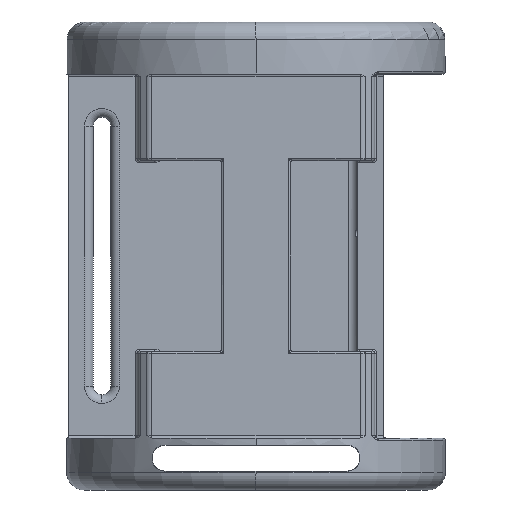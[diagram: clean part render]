
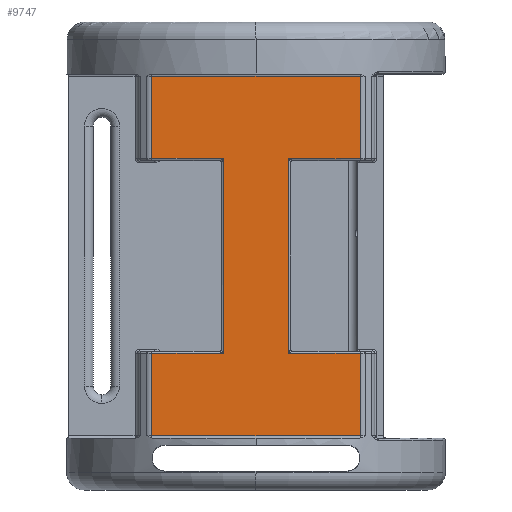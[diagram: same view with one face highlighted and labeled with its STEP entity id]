
A CAD part, left-side view. The second image highlights one B-rep face of the part: STEP entity #9747.
In plain terms, the highlighted planar face has unit normal (-1, 0, 0).
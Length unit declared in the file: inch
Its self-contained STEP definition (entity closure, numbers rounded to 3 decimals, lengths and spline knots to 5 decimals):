
#36 = EDGE_CURVE ( 'NONE', #10014, #8302, #2438, .T. ) ;
#90 = VECTOR ( 'NONE', #8750, 39.37008 ) ;
#105 = DIRECTION ( 'NONE',  ( 0., -1., 0. ) ) ;
#171 = LINE ( 'NONE', #4798, #7935 ) ;
#296 = EDGE_CURVE ( 'NONE', #751, #6453, #5364, .T. ) ;
#392 = ORIENTED_EDGE ( 'NONE', *, *, #2303, .T. ) ;
#489 = LINE ( 'NONE', #3620, #791 ) ;
#586 = CARTESIAN_POINT ( 'NONE',  ( -1.12604, -0.75192, 0.70312 ) ) ;
#751 = VERTEX_POINT ( 'NONE', #9042 ) ;
#754 = LINE ( 'NONE', #6929, #2891 ) ;
#791 = VECTOR ( 'NONE', #4248, 39.37008 ) ;
#926 = VECTOR ( 'NONE', #8185, 39.37008 ) ;
#1060 = VECTOR ( 'NONE', #3570, 39.37008 ) ;
#1145 = EDGE_CURVE ( 'NONE', #4256, #9322, #754, .T. ) ;
#1163 = LINE ( 'NONE', #3682, #1766 ) ;
#1206 = ORIENTED_EDGE ( 'NONE', *, *, #296, .T. ) ;
#1208 = CARTESIAN_POINT ( 'NONE',  ( -1.12604, 0.75192, 0.6875 ) ) ;
#1286 = EDGE_CURVE ( 'NONE', #9091, #9449, #3425, .T. ) ;
#1288 = VERTEX_POINT ( 'NONE', #4303 ) ;
#1450 = CARTESIAN_POINT ( 'NONE',  ( -1.12604, -0.75192, -0.6875 ) ) ;
#1526 = LINE ( 'NONE', #7881, #5779 ) ;
#1658 = EDGE_CURVE ( 'NONE', #6414, #10014, #3565, .T. ) ;
#1710 = CARTESIAN_POINT ( 'NONE',  ( -1.12604, -0.75192, -0.70312 ) ) ;
#1766 = VECTOR ( 'NONE', #8289, 39.37008 ) ;
#1833 = EDGE_CURVE ( 'NONE', #9449, #1288, #7107, .T. ) ;
#1950 = ORIENTED_EDGE ( 'NONE', *, *, #36, .T. ) ;
#2289 = EDGE_CURVE ( 'NONE', #9322, #751, #3631, .T. ) ;
#2303 = EDGE_CURVE ( 'NONE', #9064, #4256, #1163, .T. ) ;
#2438 = LINE ( 'NONE', #5583, #90 ) ;
#2532 = DIRECTION ( 'NONE',  ( 0., 0., -1. ) ) ;
#2634 = CARTESIAN_POINT ( 'NONE',  ( -1.12604, -0.23438, 0.70312 ) ) ;
#2891 = VECTOR ( 'NONE', #8656, 39.37008 ) ;
#2969 = EDGE_LOOP ( 'NONE', ( #7413, #4708, #1206, #5207, #5403, #8539, #1950, #6063, #5304, #3368, #4069, #392 ) ) ;
#3050 = PLANE ( 'NONE',  #8139 ) ;
#3368 = ORIENTED_EDGE ( 'NONE', *, *, #1833, .T. ) ;
#3425 = LINE ( 'NONE', #1208, #926 ) ;
#3565 = LINE ( 'NONE', #9925, #4550 ) ;
#3570 = DIRECTION ( 'NONE',  ( 0., 1., 0. ) ) ;
#3620 = CARTESIAN_POINT ( 'NONE',  ( -1.12604, -0.23438, -1.6875 ) ) ;
#3631 = LINE ( 'NONE', #9791, #5884 ) ;
#3682 = CARTESIAN_POINT ( 'NONE',  ( -1.12604, 0.75192, -0.70312 ) ) ;
#3751 = EDGE_CURVE ( 'NONE', #5056, #6414, #489, .T. ) ;
#3883 = DIRECTION ( 'NONE',  ( -1., 0., 0. ) ) ;
#4069 = ORIENTED_EDGE ( 'NONE', *, *, #7538, .T. ) ;
#4248 = DIRECTION ( 'NONE',  ( 0., 0., 1. ) ) ;
#4256 = VERTEX_POINT ( 'NONE', #6176 ) ;
#4303 = CARTESIAN_POINT ( 'NONE',  ( -1.12604, 0.23438, 0.70312 ) ) ;
#4406 = DIRECTION ( 'NONE',  ( 0., -1., 0. ) ) ;
#4550 = VECTOR ( 'NONE', #8224, 39.37008 ) ;
#4708 = ORIENTED_EDGE ( 'NONE', *, *, #2289, .T. ) ;
#4798 = CARTESIAN_POINT ( 'NONE',  ( -1.12604, 0.23438, -1.6875 ) ) ;
#5056 = VERTEX_POINT ( 'NONE', #5911 ) ;
#5168 = DIRECTION ( 'NONE',  ( 0., 0., 1. ) ) ;
#5207 = ORIENTED_EDGE ( 'NONE', *, *, #7205, .T. ) ;
#5222 = LINE ( 'NONE', #7599, #1060 ) ;
#5240 = FACE_OUTER_BOUND ( 'NONE', #2969, .T. ) ;
#5304 = ORIENTED_EDGE ( 'NONE', *, *, #1286, .T. ) ;
#5364 = LINE ( 'NONE', #1450, #7345 ) ;
#5403 = ORIENTED_EDGE ( 'NONE', *, *, #3751, .T. ) ;
#5583 = CARTESIAN_POINT ( 'NONE',  ( -1.12604, -0.75192, 1.3125 ) ) ;
#5712 = VECTOR ( 'NONE', #105, 39.37008 ) ;
#5771 = CARTESIAN_POINT ( 'NONE',  ( -1.12604, 0.23438, -0.70312 ) ) ;
#5779 = VECTOR ( 'NONE', #8713, 39.37008 ) ;
#5884 = VECTOR ( 'NONE', #4406, 39.37008 ) ;
#5911 = CARTESIAN_POINT ( 'NONE',  ( -1.12604, -0.23438, -0.70312 ) ) ;
#6063 = ORIENTED_EDGE ( 'NONE', *, *, #6257, .T. ) ;
#6157 = CARTESIAN_POINT ( 'NONE',  ( -1.12604, 0.77153, -1.6875 ) ) ;
#6176 = CARTESIAN_POINT ( 'NONE',  ( -1.12604, 0.75192, -0.70312 ) ) ;
#6257 = EDGE_CURVE ( 'NONE', #8302, #9091, #5222, .T. ) ;
#6414 = VERTEX_POINT ( 'NONE', #2634 ) ;
#6453 = VERTEX_POINT ( 'NONE', #1710 ) ;
#6925 = DIRECTION ( 'NONE',  ( 0., 0., 1. ) ) ;
#6929 = CARTESIAN_POINT ( 'NONE',  ( -1.12604, 0.75192, -1.3125 ) ) ;
#6943 = CARTESIAN_POINT ( 'NONE',  ( -1.12604, 0.25, 0.70312 ) ) ;
#7107 = LINE ( 'NONE', #6943, #5712 ) ;
#7205 = EDGE_CURVE ( 'NONE', #6453, #5056, #1526, .T. ) ;
#7325 = CARTESIAN_POINT ( 'NONE',  ( -1.12604, 0.75192, 1.29688 ) ) ;
#7345 = VECTOR ( 'NONE', #5168, 39.37008 ) ;
#7413 = ORIENTED_EDGE ( 'NONE', *, *, #1145, .T. ) ;
#7538 = EDGE_CURVE ( 'NONE', #1288, #9064, #171, .T. ) ;
#7599 = CARTESIAN_POINT ( 'NONE',  ( -1.12604, 0.77153, 1.29688 ) ) ;
#7881 = CARTESIAN_POINT ( 'NONE',  ( -1.12604, -0.25, -0.70312 ) ) ;
#7935 = VECTOR ( 'NONE', #2532, 39.37008 ) ;
#8139 = AXIS2_PLACEMENT_3D ( 'NONE', #6157, #3883, #6925 ) ;
#8185 = DIRECTION ( 'NONE',  ( 0., 0., -1. ) ) ;
#8224 = DIRECTION ( 'NONE',  ( 0., -1., 0. ) ) ;
#8289 = DIRECTION ( 'NONE',  ( 0., 1., 0. ) ) ;
#8302 = VERTEX_POINT ( 'NONE', #8874 ) ;
#8539 = ORIENTED_EDGE ( 'NONE', *, *, #1658, .T. ) ;
#8559 = CARTESIAN_POINT ( 'NONE',  ( -1.12604, 0.75192, -1.29688 ) ) ;
#8656 = DIRECTION ( 'NONE',  ( 0., 0., -1. ) ) ;
#8713 = DIRECTION ( 'NONE',  ( 0., 1., 0. ) ) ;
#8750 = DIRECTION ( 'NONE',  ( 0., 0., 1. ) ) ;
#8874 = CARTESIAN_POINT ( 'NONE',  ( -1.12604, -0.75192, 1.29688 ) ) ;
#9042 = CARTESIAN_POINT ( 'NONE',  ( -1.12604, -0.75192, -1.29688 ) ) ;
#9064 = VERTEX_POINT ( 'NONE', #5771 ) ;
#9091 = VERTEX_POINT ( 'NONE', #7325 ) ;
#9322 = VERTEX_POINT ( 'NONE', #8559 ) ;
#9449 = VERTEX_POINT ( 'NONE', #9537 ) ;
#9537 = CARTESIAN_POINT ( 'NONE',  ( -1.12604, 0.75192, 0.70312 ) ) ;
#9747 = ADVANCED_FACE ( 'NONE', ( #5240 ), #3050, .T. ) ;
#9791 = CARTESIAN_POINT ( 'NONE',  ( -1.12604, 0.77153, -1.29688 ) ) ;
#9925 = CARTESIAN_POINT ( 'NONE',  ( -1.12604, -0.75192, 0.70312 ) ) ;
#10014 = VERTEX_POINT ( 'NONE', #586 ) ;
